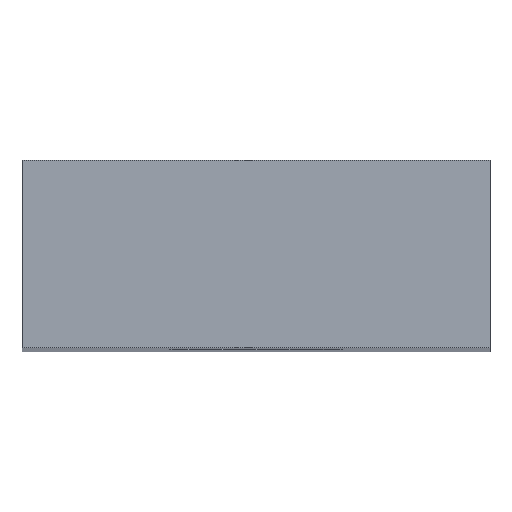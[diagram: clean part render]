
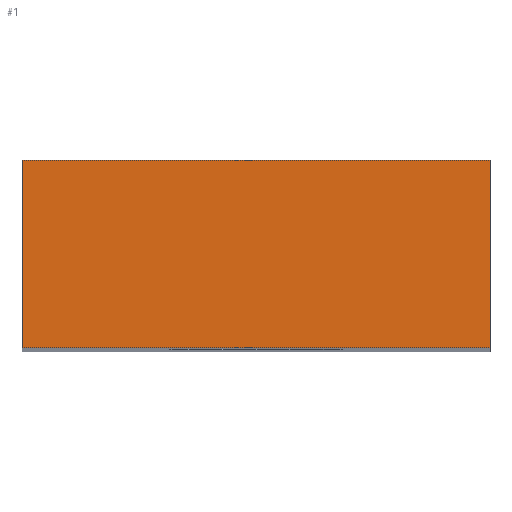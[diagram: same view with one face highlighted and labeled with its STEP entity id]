
A CAD part, top view. The second image highlights one B-rep face of the part: STEP entity #1.
In plain terms, the highlighted planar face has unit normal (0, 0, 1).
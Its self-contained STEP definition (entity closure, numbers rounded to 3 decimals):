
#1 = ADVANCED_FACE ( 'NONE', ( #47 ), #176, .F. ) ;
#9 = CARTESIAN_POINT ( 'NONE',  ( 10., -4., 100. ) ) ;
#10 = DIRECTION ( 'NONE',  ( -1., 0., 0. ) ) ;
#23 = LINE ( 'NONE', #55, #173 ) ;
#32 = DIRECTION ( 'NONE',  ( 1., 0., 0. ) ) ;
#35 = VECTOR ( 'NONE', #10, 1000. ) ;
#46 = VERTEX_POINT ( 'NONE', #9 ) ;
#47 = FACE_OUTER_BOUND ( 'NONE', #57, .T. ) ;
#48 = CARTESIAN_POINT ( 'NONE',  ( 0., 0., 100. ) ) ;
#55 = CARTESIAN_POINT ( 'NONE',  ( -10., -4., 100. ) ) ;
#57 = EDGE_LOOP ( 'NONE', ( #240, #104, #227, #201 ) ) ;
#81 = EDGE_CURVE ( 'NONE', #264, #46, #97, .T. ) ;
#88 = EDGE_CURVE ( 'NONE', #46, #204, #241, .T. ) ;
#89 = LINE ( 'NONE', #117, #35 ) ;
#93 = DIRECTION ( 'NONE',  ( 0., 1., 0. ) ) ;
#97 = LINE ( 'NONE', #188, #307 ) ;
#104 = ORIENTED_EDGE ( 'NONE', *, *, #165, .T. ) ;
#105 = VERTEX_POINT ( 'NONE', #116 ) ;
#116 = CARTESIAN_POINT ( 'NONE',  ( -10., 4., 100. ) ) ;
#117 = CARTESIAN_POINT ( 'NONE',  ( -10., 4., 100. ) ) ;
#165 = EDGE_CURVE ( 'NONE', #204, #105, #89, .T. ) ;
#171 = DIRECTION ( 'NONE',  ( 0., -1., 0. ) ) ;
#173 = VECTOR ( 'NONE', #171, 1000. ) ;
#176 = PLANE ( 'NONE',  #195 ) ;
#188 = CARTESIAN_POINT ( 'NONE',  ( -10., -4., 100. ) ) ;
#195 = AXIS2_PLACEMENT_3D ( 'NONE', #48, #287, #238 ) ;
#199 = CARTESIAN_POINT ( 'NONE',  ( -10., -4., 100. ) ) ;
#201 = ORIENTED_EDGE ( 'NONE', *, *, #81, .T. ) ;
#204 = VERTEX_POINT ( 'NONE', #225 ) ;
#225 = CARTESIAN_POINT ( 'NONE',  ( 10., 4., 100. ) ) ;
#227 = ORIENTED_EDGE ( 'NONE', *, *, #231, .T. ) ;
#231 = EDGE_CURVE ( 'NONE', #105, #264, #23, .T. ) ;
#238 = DIRECTION ( 'NONE',  ( -1., 0., 0. ) ) ;
#240 = ORIENTED_EDGE ( 'NONE', *, *, #88, .T. ) ;
#241 = LINE ( 'NONE', #242, #292 ) ;
#242 = CARTESIAN_POINT ( 'NONE',  ( 10., -4., 100. ) ) ;
#264 = VERTEX_POINT ( 'NONE', #199 ) ;
#287 = DIRECTION ( 'NONE',  ( 0., 0., -1. ) ) ;
#292 = VECTOR ( 'NONE', #93, 1000. ) ;
#307 = VECTOR ( 'NONE', #32, 1000. ) ;
